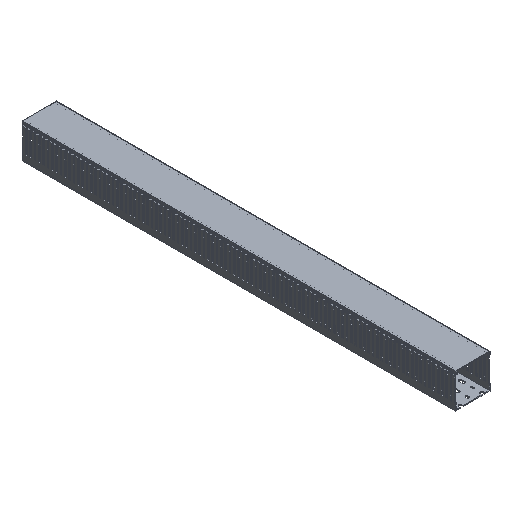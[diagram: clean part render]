
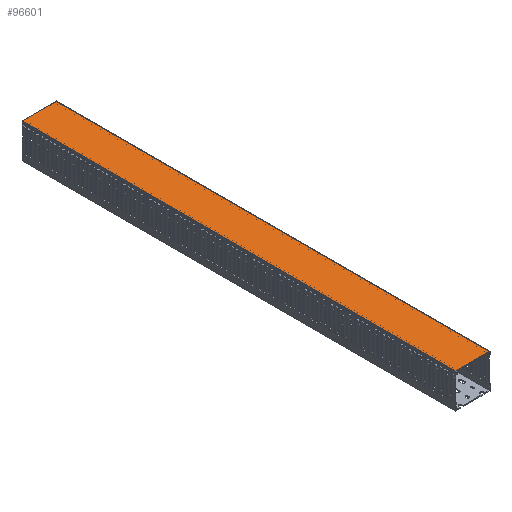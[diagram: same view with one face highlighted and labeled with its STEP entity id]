
A CAD part, isometric view. The second image highlights one B-rep face of the part: STEP entity #96601.
In plain terms, the highlighted planar face has unit normal (0, 0, 1).
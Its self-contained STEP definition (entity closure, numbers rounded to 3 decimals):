
#96583=AXIS2_PLACEMENT_3D('Plane Axis2P3D',#96580,#96581,#96582) ;
#96182=CARTESIAN_POINT('Vertex',(0.,1000.,80.)) ;
#96198=CARTESIAN_POINT('Vertex',(0.,0.,80.)) ;
#96201=CARTESIAN_POINT('Line Origine',(0.,500.,80.)) ;
#96558=CARTESIAN_POINT('Vertex',(80.,1000.,80.)) ;
#96561=CARTESIAN_POINT('Line Origine',(80.,500.,80.)) ;
#96565=CARTESIAN_POINT('Vertex',(80.,0.,80.)) ;
#96580=CARTESIAN_POINT('Axis2P3D Location',(0.,0.,80.)) ;
#96585=CARTESIAN_POINT('Line Origine',(40.,1000.,80.)) ;
#96590=CARTESIAN_POINT('Line Origine',(40.,0.,80.)) ;
#96202=DIRECTION('Vector Direction',(0.,1.,0.)) ;
#96562=DIRECTION('Vector Direction',(0.,1.,0.)) ;
#96581=DIRECTION('Axis2P3D Direction',(-0.,0.,1.)) ;
#96582=DIRECTION('Axis2P3D XDirection',(1.,0.,0.)) ;
#96586=DIRECTION('Vector Direction',(1.,0.,0.)) ;
#96591=DIRECTION('Vector Direction',(1.,0.,0.)) ;
#96203=VECTOR('Line Direction',#96202,1.) ;
#96563=VECTOR('Line Direction',#96562,1.) ;
#96587=VECTOR('Line Direction',#96586,1.) ;
#96592=VECTOR('Line Direction',#96591,1.) ;
#96596=ORIENTED_EDGE('',*,*,#96589,.T.) ;
#96597=ORIENTED_EDGE('',*,*,#96205,.F.) ;
#96598=ORIENTED_EDGE('',*,*,#96594,.F.) ;
#96599=ORIENTED_EDGE('',*,*,#96567,.T.) ;
#96601=ADVANCED_FACE('S3D-Deckel-gedreht',(#96600),#96584,.T.) ;
#96205=EDGE_CURVE('',#96199,#96183,#96204,.T.) ;
#96567=EDGE_CURVE('',#96566,#96559,#96564,.T.) ;
#96589=EDGE_CURVE('',#96559,#96183,#96588,.F.) ;
#96594=EDGE_CURVE('',#96566,#96199,#96593,.F.) ;
#96595=EDGE_LOOP('',(#96596,#96597,#96598,#96599)) ;
#96600=FACE_OUTER_BOUND('',#96595,.T.) ;
#96204=LINE('Line',#96201,#96203) ;
#96564=LINE('Line',#96561,#96563) ;
#96588=LINE('Line',#96585,#96587) ;
#96593=LINE('Line',#96590,#96592) ;
#96584=PLANE('',#96583) ;
#96183=VERTEX_POINT('',#96182) ;
#96199=VERTEX_POINT('',#96198) ;
#96559=VERTEX_POINT('',#96558) ;
#96566=VERTEX_POINT('',#96565) ;
